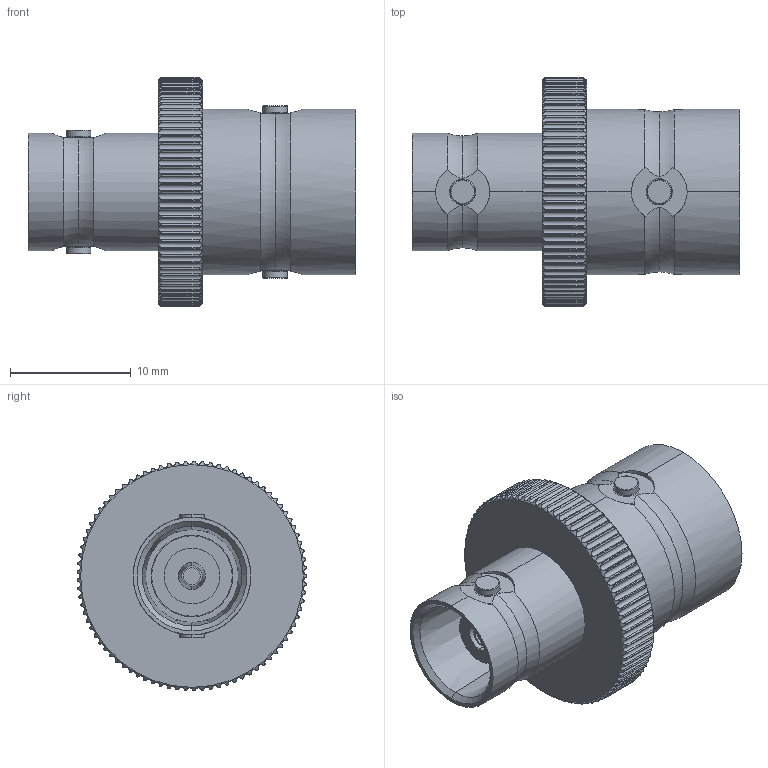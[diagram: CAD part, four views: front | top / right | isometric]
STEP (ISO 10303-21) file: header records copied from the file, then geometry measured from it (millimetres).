
FILE_DESCRIPTION (( 'STEP AP203' ), '1' );
FILE_NAME ('FMAD1317_3D.STEP', '2022-03-18T21:09:40', ( '' ), ( '' ), 'SwSTEP 2.0', 'SolidWorks 2021', '' );
FILE_SCHEMA (( 'CONFIG_CONTROL_DESIGN' ));
Length unit declared in the file: inch
Products named in the file (1): FMAD1317_3D
Bounding box: 27.18 x 19.04 x 19.05 mm (x, y, z)
Volume: 2639.3 mm3; surface area: 3482.5 mm2
Topology: 3 solids, 3 shells, 465 faces, 1274 edges, 836 vertices
Faces by surface type: cylinder 384, plane 31, cone 26, torus 24
Entity records: 17680 total; most frequent: CARTESIAN_POINT 7001, ORIENTED_EDGE 2548, DIRECTION 1698, EDGE_CURVE 1274, VERTEX_POINT 836, B_SPLINE_CURVE_WITH_KNOTS 688, AXIS2_PLACEMENT_3D 646, EDGE_LOOP 490
